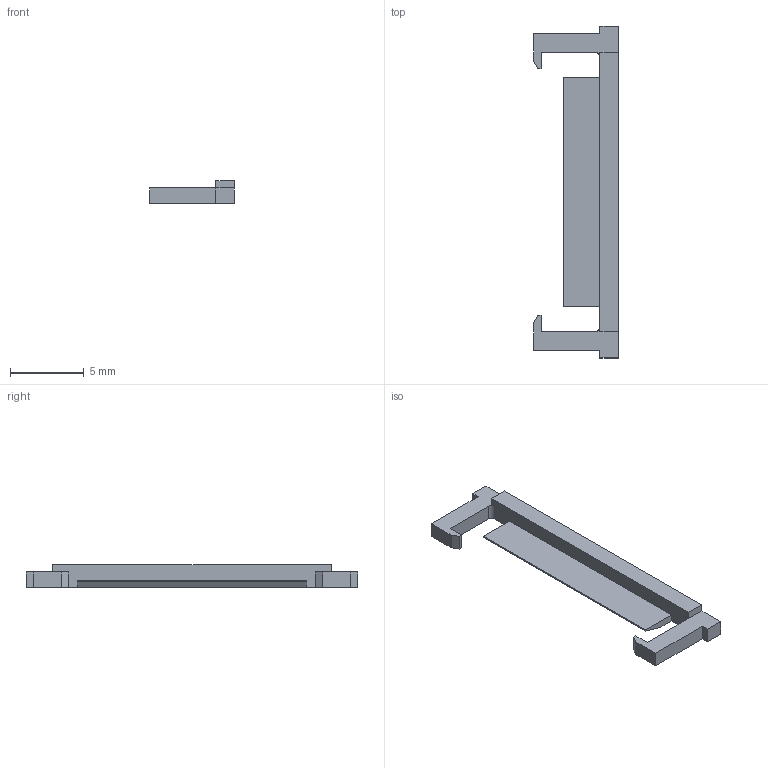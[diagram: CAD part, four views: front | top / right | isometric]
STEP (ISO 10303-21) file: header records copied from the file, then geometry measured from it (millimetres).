
FILE_DESCRIPTION(('STEP AP214'),'1');
FILE_NAME('RPI Camera ZIF Clip V4.stp','2024-08-28T11:46:05',(' '),(' '),'Spatial InterOp 3D',' ',' ');
FILE_SCHEMA(('AUTOMOTIVE_DESIGN { 1 0 10303 214 1 1 1 1 }'));
Length unit declared in the file: metre
Products named in the file (1): Solid111112221121131
Bounding box: 5.75 x 22.55 x 1.55 mm (x, y, z)
Volume: 70 mm3; surface area: 249.3 mm2
Topology: 1 solids, 1 shells, 31 faces, 87 edges, 58 vertices
Faces by surface type: plane 29, cylinder 2
Entity records: 1257 total; most frequent: CARTESIAN_POINT 177, ORIENTED_EDGE 174, DIRECTION 155, EDGE_CURVE 87, LINE 83, VECTOR 83, VERTEX_POINT 58, AXIS2_PLACEMENT_3D 36
